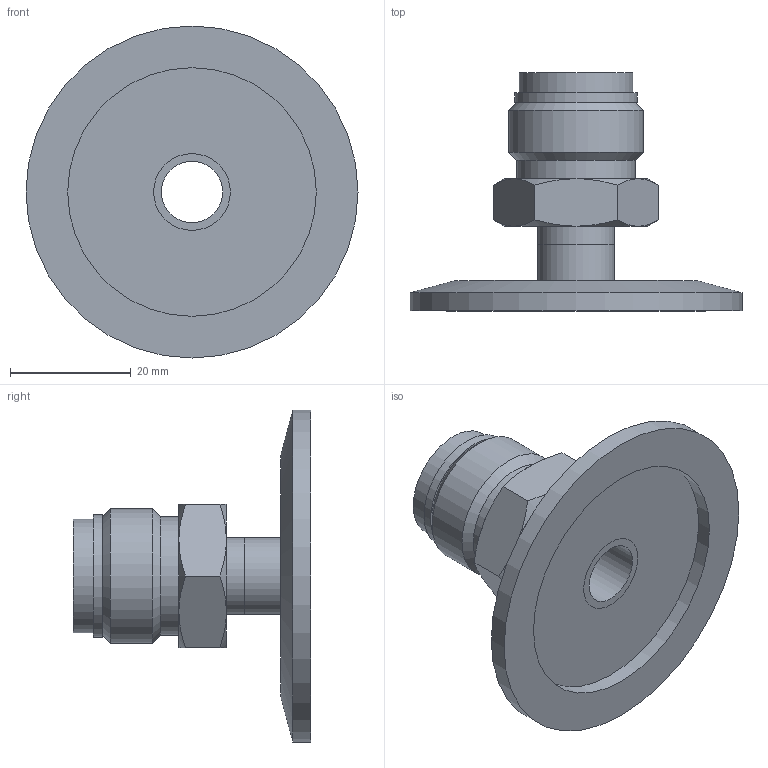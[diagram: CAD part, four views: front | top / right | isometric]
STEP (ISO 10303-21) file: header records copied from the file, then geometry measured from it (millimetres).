
FILE_DESCRIPTION(/* description */ (''),/* implementation_level */ '2;1');
FILE_NAME(/* name */ 'FL-VCR50-40KF.stp',/* time_stamp */ '2019-03-04T15:16:05+00:00',/* author */ ('paul'),/* organization */ (''),/* preprocessor_version */ 'ST-DEVELOPER v17.2',/* originating_system */ 'Autodesk Inventor 2019',/* authorisation */ '');
FILE_SCHEMA (('AUTOMOTIVE_DESIGN { 1 0 10303 214 3 1 1 }'));
Products named in the file (5): FL-VCR25-16CF; FL-40KF; 6LV-8-VCR-3S-8TB7; Ext tube; ss-8-vcr-4
Assembly tree (4 placements, depth 2):
  FL-VCR25-16CF
    FL-40KF
    6LV-8-VCR-3S-8TB7
    Ext tube
    ss-8-vcr-4
Bounding box: 55 x 39.4 x 55 mm (x, y, z)
Volume: 14273.1 mm3; surface area: 11972.7 mm2
Topology: 4 solids, 4 shells, 47 faces, 107 edges, 73 vertices
Faces by surface type: plane 19, cone 15, cylinder 13
Full cylindrical faces by diameter (mm): 10.16 x2, 12.649 x1, 12.7 x2, 15.24 x1, 15.494 x1, 18.796 x1, 19.558 x1, 20.32 x1, 22.225 x1, 41.2 x1, 55 x1
Entity records: 1591 total; most frequent: CARTESIAN_POINT 284, DIRECTION 256, ORIENTED_EDGE 214, AXIS2_PLACEMENT_3D 117, EDGE_CURVE 107, VERTEX_POINT 73, CIRCLE 61, EDGE_LOOP 60
